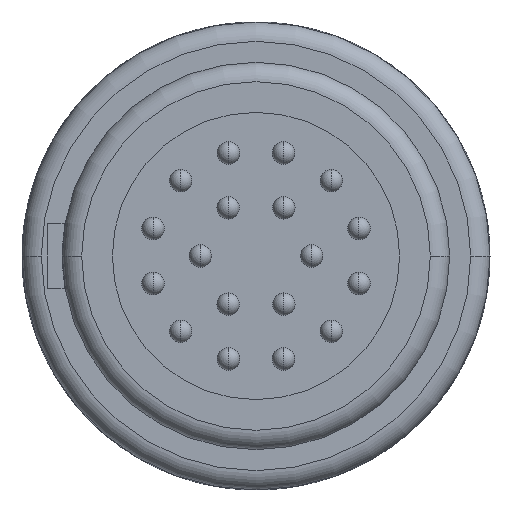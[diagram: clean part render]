
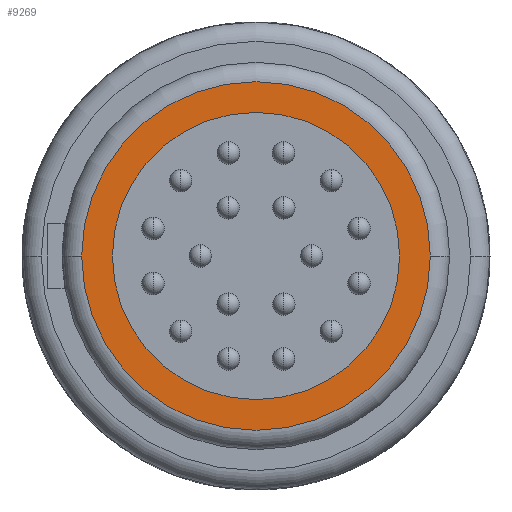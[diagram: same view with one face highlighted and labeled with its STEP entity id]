
A CAD part, left-side view. The second image highlights one B-rep face of the part: STEP entity #9269.
In plain terms, the highlighted planar face has unit normal (-1, 0, 0).
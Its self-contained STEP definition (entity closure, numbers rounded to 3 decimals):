
#1846=CARTESIAN_POINT('',(-15.3,0.,0.));
#1847=DIRECTION('',(-1.,0.,0.));
#1848=DIRECTION('',(0.,1.,0.));
#1849=AXIS2_PLACEMENT_3D('',#1846,#1847,#1848);
#2295=CARTESIAN_POINT('',(-15.3,0.,0.));
#2296=DIRECTION('',(1.,0.,0.));
#2297=DIRECTION('',(0.,1.,0.));
#2298=AXIS2_PLACEMENT_3D('',#2295,#2296,#2297);
#2984=CARTESIAN_POINT('',(-15.3,0.,0.));
#2985=DIRECTION('',(-1.,0.,0.));
#2986=DIRECTION('',(0.,-1.,0.));
#2987=AXIS2_PLACEMENT_3D('',#2984,#2985,#2986);
#2989=CARTESIAN_POINT('',(-15.3,0.,0.));
#2990=DIRECTION('',(-1.,0.,0.));
#2991=DIRECTION('',(0.,1.,0.));
#2992=AXIS2_PLACEMENT_3D('',#2989,#2990,#2991);
#5490=CARTESIAN_POINT('',(-15.3,4.45,0.));
#5491=CARTESIAN_POINT('',(-15.3,-4.45,0.));
#5492=VERTEX_POINT('',#5490);
#5493=VERTEX_POINT('',#5491);
#5502=CARTESIAN_POINT('',(-15.3,-5.4,0.));
#5503=CARTESIAN_POINT('',(-15.3,5.4,0.));
#5504=VERTEX_POINT('',#5502);
#5505=VERTEX_POINT('',#5503);
#9254=CARTESIAN_POINT('',(-15.3,0.,0.));
#9255=DIRECTION('',(1.,0.,0.));
#9256=DIRECTION('',(0.,-1.,0.));
#9257=AXIS2_PLACEMENT_3D('',#9254,#9255,#9256);
#9258=PLANE('',#9257);
#9260=ORIENTED_EDGE('',*,*,#9259,.F.);
#9262=ORIENTED_EDGE('',*,*,#9261,.F.);
#9263=EDGE_LOOP('',(#9260,#9262));
#9264=FACE_OUTER_BOUND('',#9263,.F.);
#9265=ORIENTED_EDGE('',*,*,#8194,.F.);
#9266=ORIENTED_EDGE('',*,*,#7802,.T.);
#9267=EDGE_LOOP('',(#9265,#9266));
#9268=FACE_BOUND('',#9267,.F.);
#9269=ADVANCED_FACE('',(#9264,#9268),#9258,.F.);
#1850=CIRCLE('',#1849,4.45);
#2299=CIRCLE('',#2298,4.45);
#2988=CIRCLE('',#2987,5.4);
#2993=CIRCLE('',#2992,5.4);
#7802=EDGE_CURVE('',#5492,#5493,#1850,.T.);
#8194=EDGE_CURVE('',#5492,#5493,#2299,.T.);
#9259=EDGE_CURVE('',#5504,#5505,#2988,.T.);
#9261=EDGE_CURVE('',#5505,#5504,#2993,.T.);
